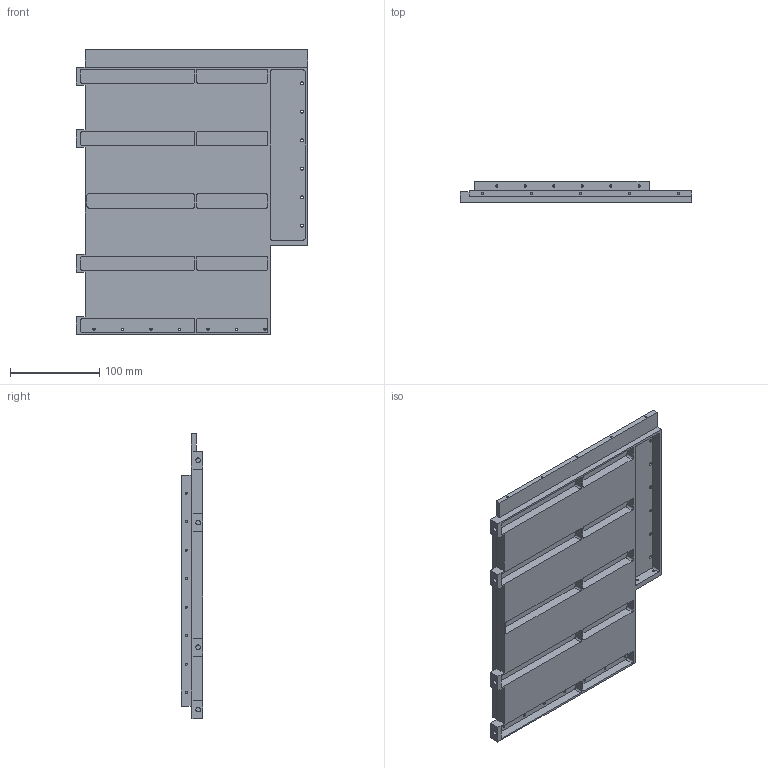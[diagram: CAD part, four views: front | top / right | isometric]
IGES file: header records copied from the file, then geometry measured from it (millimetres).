
Start section: START RECORD GO HERE.
Global section: file name: FaceLateraleG_SOVAP.igs; native system: IBM CATIA IGES - CATIA Version 5 Release 14 ; preprocessor: CATIA Version 5 Release 14 ; author: pmalc; organization: SROC-3; date: 20050127.164246; units: millimetre
Bounding box: 260 x 24 x 320 mm (x, y, z)
Surface area: 242284.9 mm2 (no closed solid volume)
Topology: 0 solids, 0 shells, 392 faces, 2132 edges, 2132 vertices
Faces by surface type: revolution 226, plane 166
